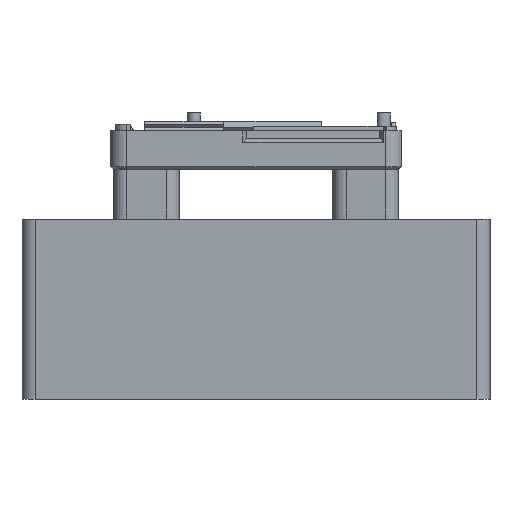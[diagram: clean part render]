
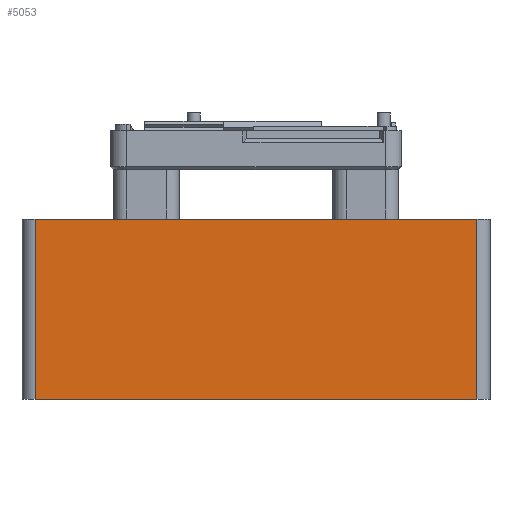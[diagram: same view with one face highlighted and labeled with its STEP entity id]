
A CAD part, front view. The second image highlights one B-rep face of the part: STEP entity #5053.
In plain terms, the highlighted planar face has unit normal (0, -1, 0).
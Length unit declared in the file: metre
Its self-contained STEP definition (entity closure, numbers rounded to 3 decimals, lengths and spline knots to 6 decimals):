
#452=LINE('',#8032,#961);
#532=LINE('',#8231,#1041);
#533=LINE('',#8233,#1042);
#534=LINE('',#8235,#1043);
#961=VECTOR('',#6557,1.);
#1041=VECTOR('',#6693,1.);
#1042=VECTOR('',#6694,1.);
#1043=VECTOR('',#6695,1.);
#2132=ORIENTED_EDGE('',*,*,#3002,.F.);
#2133=ORIENTED_EDGE('',*,*,#3101,.T.);
#2134=ORIENTED_EDGE('',*,*,#3102,.T.);
#2135=ORIENTED_EDGE('',*,*,#3103,.T.);
#3002=EDGE_CURVE('',#3561,#3562,#452,.T.);
#3101=EDGE_CURVE('',#3561,#3653,#532,.F.);
#3102=EDGE_CURVE('',#3653,#3654,#533,.T.);
#3103=EDGE_CURVE('',#3654,#3562,#534,.T.);
#3561=VERTEX_POINT('',#8031);
#3562=VERTEX_POINT('',#8033);
#3653=VERTEX_POINT('',#8232);
#3654=VERTEX_POINT('',#8234);
#4164=EDGE_LOOP('',(#2132,#2133,#2134,#2135));
#4547=FACE_BOUND('',#4164,.T.);
#4816=PLANE('',#5497);
#5053=ADVANCED_FACE('',(#4547),#4816,.T.);
#5497=AXIS2_PLACEMENT_3D('',#8230,#6691,#6692);
#6557=DIRECTION('',(1.,0.,0.));
#6691=DIRECTION('',(0.,-1.,0.));
#6692=DIRECTION('',(0.,0.,-1.));
#6693=DIRECTION('',(0.,0.,1.));
#6694=DIRECTION('',(1.,0.,0.));
#6695=DIRECTION('',(0.,0.,1.));
#8031=CARTESIAN_POINT('',(-0.065617,-0.065055,0.));
#8032=CARTESIAN_POINT('',(0.001883,-0.065055,0.));
#8033=CARTESIAN_POINT('',(0.069383,-0.065055,0.));
#8230=CARTESIAN_POINT('',(0.001883,-0.065055,-0.01));
#8231=CARTESIAN_POINT('',(-0.065617,-0.065055,-0.01));
#8232=CARTESIAN_POINT('',(-0.065617,-0.065055,-0.055));
#8233=CARTESIAN_POINT('',(0.001883,-0.065055,-0.055));
#8234=CARTESIAN_POINT('',(0.069383,-0.065055,-0.055));
#8235=CARTESIAN_POINT('',(0.069383,-0.065055,0.));
